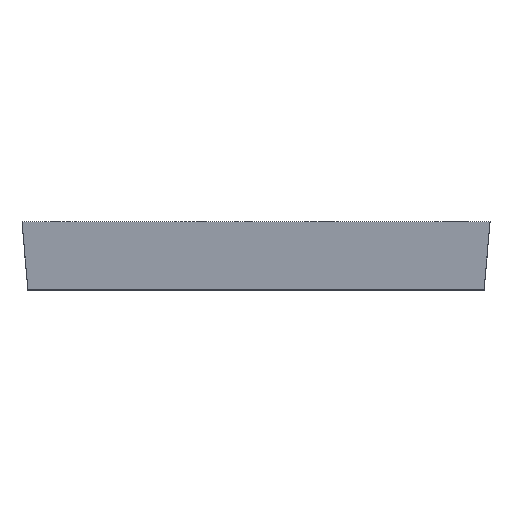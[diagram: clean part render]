
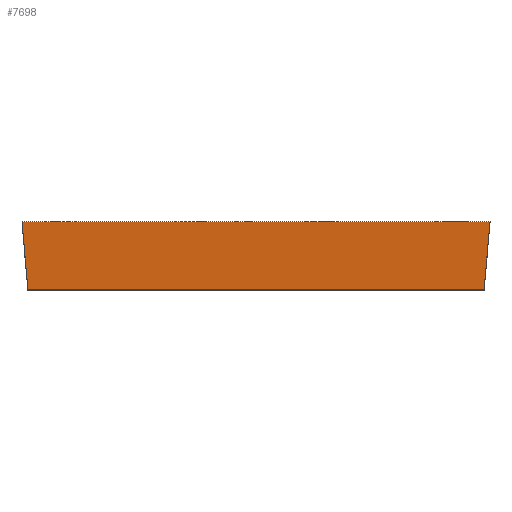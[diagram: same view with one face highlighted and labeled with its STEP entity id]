
A CAD part, top view. The second image highlights one B-rep face of the part: STEP entity #7698.
In plain terms, the highlighted planar face has unit normal (0, -0.087, 0.996).
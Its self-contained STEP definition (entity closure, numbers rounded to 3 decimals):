
#177 = FACE_OUTER_BOUND ( 'NONE', #1727, .T. ) ;
#336 = LINE ( 'NONE', #8392, #1476 ) ;
#784 = VECTOR ( 'NONE', #7084, 1000. ) ;
#995 = CARTESIAN_POINT ( 'NONE',  ( 329.951, -52., 22.951 ) ) ;
#1309 = VERTEX_POINT ( 'NONE', #1443 ) ;
#1443 = CARTESIAN_POINT ( 'NONE',  ( -27.48, 0., 27.5 ) ) ;
#1476 = VECTOR ( 'NONE', #5142, 1000. ) ;
#1727 = EDGE_LOOP ( 'NONE', ( #7031, #6186, #3155, #4004 ) ) ;
#1935 = VECTOR ( 'NONE', #6388, 1000. ) ;
#2287 = DIRECTION ( 'NONE',  ( 0., -0.087, 0.996 ) ) ;
#2376 = CARTESIAN_POINT ( 'NONE',  ( -22.931, -52., 22.951 ) ) ;
#3155 = ORIENTED_EDGE ( 'NONE', *, *, #5041, .F. ) ;
#3195 = VECTOR ( 'NONE', #7979, 1000. ) ;
#3655 = CARTESIAN_POINT ( 'NONE',  ( 0., -52., 22.951 ) ) ;
#4004 = ORIENTED_EDGE ( 'NONE', *, *, #5395, .T. ) ;
#4549 = LINE ( 'NONE', #6347, #1935 ) ;
#4635 = EDGE_CURVE ( 'NONE', #6875, #1309, #4549, .T. ) ;
#4773 = EDGE_CURVE ( 'NONE', #7067, #1309, #5343, .T. ) ;
#4978 = PLANE ( 'NONE',  #7587 ) ;
#5041 = EDGE_CURVE ( 'NONE', #5383, #7067, #5725, .T. ) ;
#5142 = DIRECTION ( 'NONE',  ( 0.087, 0.992, 0.087 ) ) ;
#5343 = LINE ( 'NONE', #6703, #3195 ) ;
#5383 = VERTEX_POINT ( 'NONE', #995 ) ;
#5395 = EDGE_CURVE ( 'NONE', #5383, #6875, #336, .T. ) ;
#5636 = CARTESIAN_POINT ( 'NONE',  ( 334.5, 0., 27.5 ) ) ;
#5681 = DIRECTION ( 'NONE',  ( 0., -0.996, -0.087 ) ) ;
#5725 = LINE ( 'NONE', #3655, #784 ) ;
#6186 = ORIENTED_EDGE ( 'NONE', *, *, #4773, .F. ) ;
#6347 = CARTESIAN_POINT ( 'NONE',  ( 334.5, 0., 27.5 ) ) ;
#6388 = DIRECTION ( 'NONE',  ( -1., 0., 0. ) ) ;
#6703 = CARTESIAN_POINT ( 'NONE',  ( -24.751, -31.192, 24.771 ) ) ;
#6875 = VERTEX_POINT ( 'NONE', #7581 ) ;
#7031 = ORIENTED_EDGE ( 'NONE', *, *, #4635, .T. ) ;
#7067 = VERTEX_POINT ( 'NONE', #2376 ) ;
#7084 = DIRECTION ( 'NONE',  ( -1., 0., 0. ) ) ;
#7581 = CARTESIAN_POINT ( 'NONE',  ( 334.5, 0., 27.5 ) ) ;
#7587 = AXIS2_PLACEMENT_3D ( 'NONE', #5636, #2287, #5681 ) ;
#7698 = ADVANCED_FACE ( 'NONE', ( #177 ), #4978, .T. ) ;
#7979 = DIRECTION ( 'NONE',  ( -0.087, 0.992, 0.087 ) ) ;
#8392 = CARTESIAN_POINT ( 'NONE',  ( 334.5, 0., 27.5 ) ) ;
